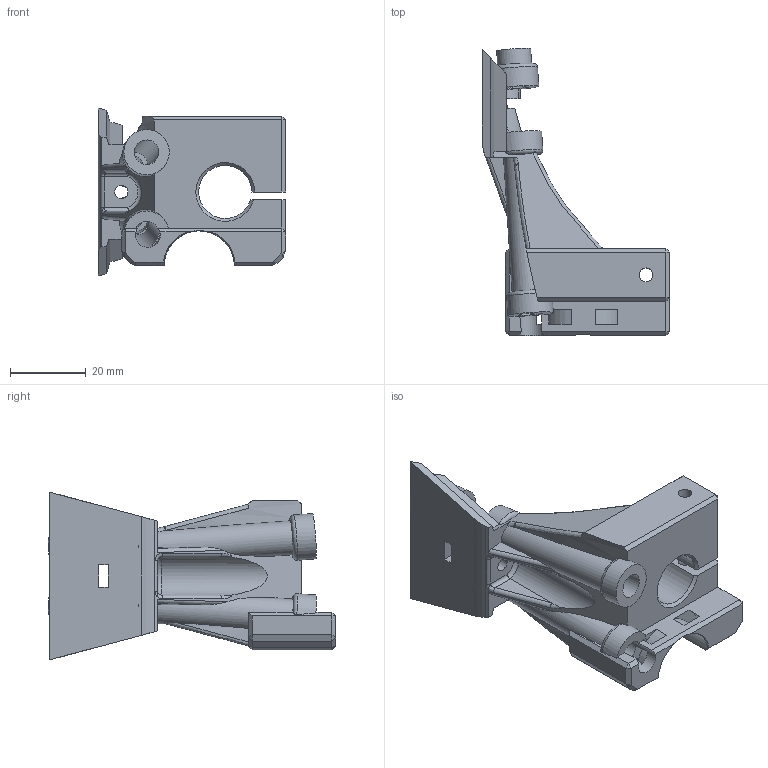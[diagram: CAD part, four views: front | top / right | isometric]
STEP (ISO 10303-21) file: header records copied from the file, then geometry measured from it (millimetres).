
FILE_DESCRIPTION(/* description */ (''),/* implementation_level */ '2;1');
FILE_NAME(/* name */ 'Ostrich Drag Knife.step',/* time_stamp */ '2023-04-14T10:28:02-05:00',/* author */ (''),/* organization */ (''),/* preprocessor_version */ 'ST-DEVELOPER v19.2',/* originating_system */ 'Autodesk Translation Framework v11.17.0.187',/* authorisation */ '');
FILE_SCHEMA (('AUTOMOTIVE_DESIGN { 1 0 10303 214 3 1 1 }'));
Length unit declared in the file: millimetre
Products named in the file (1): Ostrich Drag Knife
Bounding box: 49.47 x 75.77 x 44.24 mm (x, y, z)
Volume: 30316.4 mm3; surface area: 16348 mm2
Topology: 1 solids, 3 shells, 267 faces, 728 edges, 469 vertices
Faces by surface type: plane 126, cylinder 62, bspline 56, cone 16, torus 7
Full cylindrical faces by diameter (mm): 3.6 x3, 6.5 x5, 9 x2, 12 x1
Entity records: 10023 total; most frequent: CARTESIAN_POINT 3507, ORIENTED_EDGE 1456, DIRECTION 1213, EDGE_CURVE 728, VERTEX_POINT 469, AXIS2_PLACEMENT_3D 454, LINE 305, VECTOR 305
